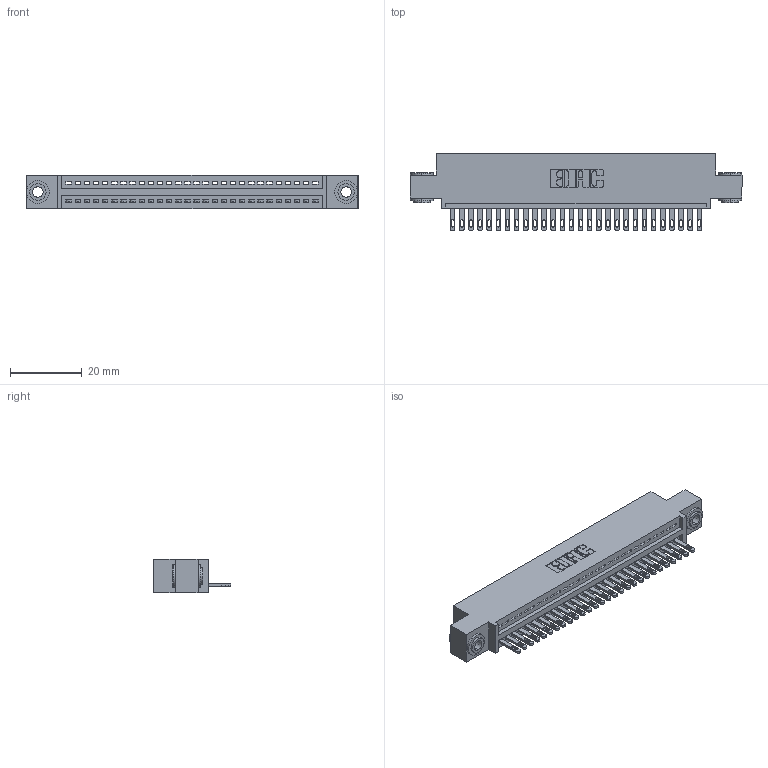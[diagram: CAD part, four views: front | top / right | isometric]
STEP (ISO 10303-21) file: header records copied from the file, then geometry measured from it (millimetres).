
FILE_DESCRIPTION (( 'STEP AP203' ), '1' );
FILE_NAME ('345-028-500-403.STEP', '2019-10-07T04:49:17', ( '' ), ( '' ), 'SwSTEP 2.0', 'SolidWorks 2016', '' );
FILE_SCHEMA (( 'CONFIG_CONTROL_DESIGN' ));
Length unit declared in the file: inch
Products named in the file (4): 345-292-001_345-293-100; 345-250-002_345-250-002-102; 345-028-500-403; 345 Part_0.110 Offset - 0.156 Dia-TH
Assembly tree (31 placements, depth 2):
  345-028-500-403
    345 Part_0.110 Offset - 0.156 Dia-TH
    345-292-001_345-293-100  x28
    345-250-002_345-250-002-102  x2
Bounding box: 92.33 x 21.51 x 9.4 mm (x, y, z)
Volume: 8618.2 mm3; surface area: 11621.8 mm2
Topology: 31 solids, 31 shells, 1680 faces, 5133 edges, 3418 vertices
Faces by surface type: plane 1046, cylinder 626, cone 8
Entity records: 23670 total; most frequent: CARTESIAN_POINT 4079, ORIENTED_EDGE 4034, DIRECTION 3615, EDGE_CURVE 2017, LINE 1745, VECTOR 1745, VERTEX_POINT 1342, AXIS2_PLACEMENT_3D 935
